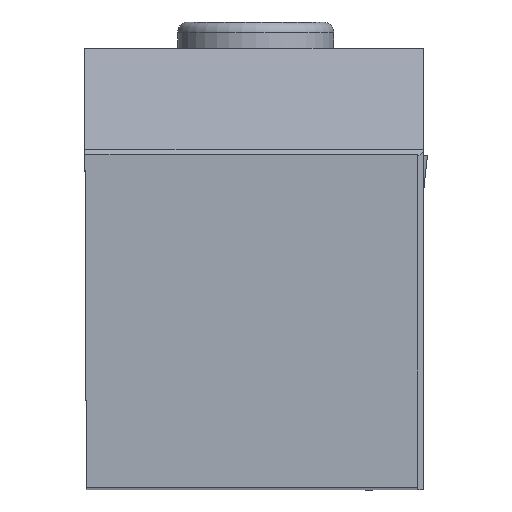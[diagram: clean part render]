
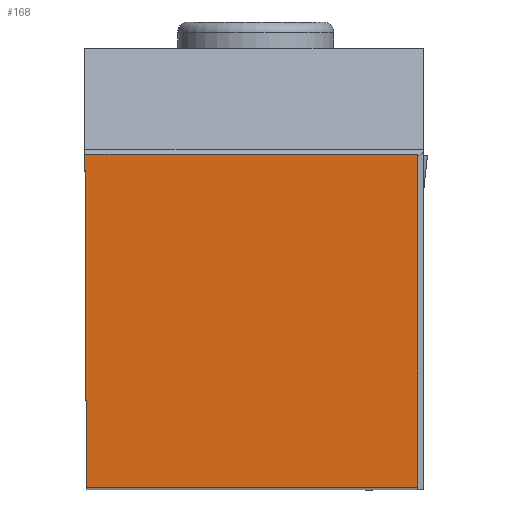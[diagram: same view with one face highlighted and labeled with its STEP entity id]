
A CAD part, top view. The second image highlights one B-rep face of the part: STEP entity #168.
In plain terms, the highlighted planar face has unit normal (0, 0, 1).
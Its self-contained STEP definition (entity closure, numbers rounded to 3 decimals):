
#168=ADVANCED_FACE('BLANK_BOXF006',(#274),#218,.F.);
#218=PLANE('',#1324);
#274=FACE_OUTER_BOUND('',#332,.T.);
#332=EDGE_LOOP('',(#596,#597,#598,#599));
#596=ORIENTED_EDGE('',*,*,#920,.T.);
#597=ORIENTED_EDGE('',*,*,#921,.T.);
#598=ORIENTED_EDGE('',*,*,#916,.T.);
#599=ORIENTED_EDGE('',*,*,#904,.T.);
#765=VERTEX_POINT('',#2040);
#766=VERTEX_POINT('',#2042);
#774=VERTEX_POINT('',#2065);
#777=VERTEX_POINT('',#2073);
#904=EDGE_CURVE('',#766,#765,#1037,.T.);
#916=EDGE_CURVE('',#774,#766,#1048,.T.);
#920=EDGE_CURVE('',#765,#777,#1052,.T.);
#921=EDGE_CURVE('',#777,#774,#1053,.T.);
#1037=LINE('',#2041,#1171);
#1048=LINE('',#2064,#1182);
#1052=LINE('',#2072,#1186);
#1053=LINE('',#2074,#1187);
#1171=VECTOR('',#1552,1.);
#1182=VECTOR('',#1571,1.);
#1186=VECTOR('',#1577,1.);
#1187=VECTOR('',#1578,1.);
#1324=AXIS2_PLACEMENT_3D('',#2075,#1579,#1580);
#1552=DIRECTION('',(1.,0.,0.));
#1571=DIRECTION('',(0.004,-1.,0.));
#1577=DIRECTION('',(0.,1.,0.));
#1578=DIRECTION('',(-1.,0.,0.));
#1579=DIRECTION('',(0.,0.,-1.));
#1580=DIRECTION('',(0.,-1.,0.));
#2040=CARTESIAN_POINT('',(25.273,0.,0.));
#2041=CARTESIAN_POINT('',(-126.,0.,0.));
#2042=CARTESIAN_POINT('',(0.11,0.,0.));
#2064=CARTESIAN_POINT('',(-0.44,125.999,0.));
#2065=CARTESIAN_POINT('',(0.,25.273,0.));
#2072=CARTESIAN_POINT('',(25.273,-126.,0.));
#2073=CARTESIAN_POINT('',(25.273,25.273,0.));
#2074=CARTESIAN_POINT('',(126.,25.273,0.));
#2075=CARTESIAN_POINT('',(25.685,-5.,0.));
